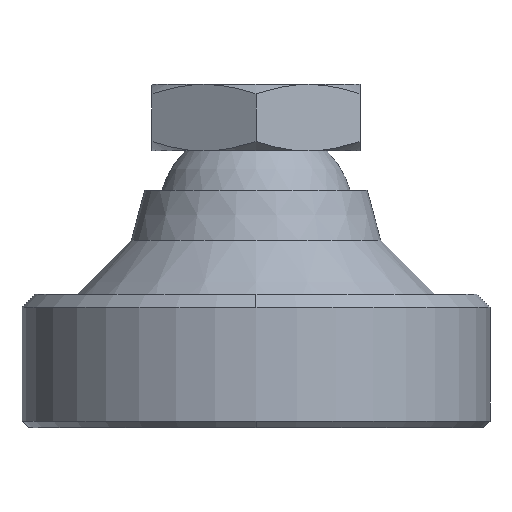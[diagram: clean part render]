
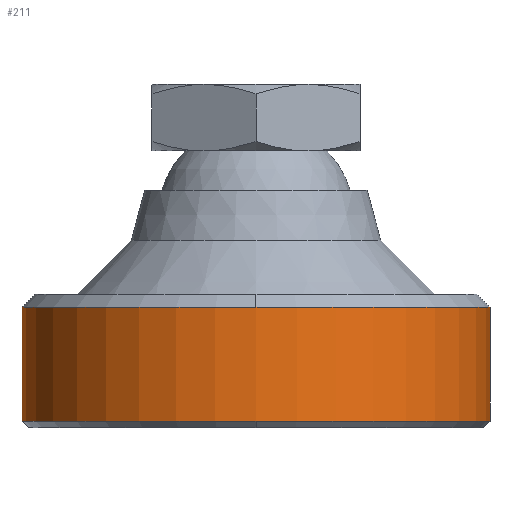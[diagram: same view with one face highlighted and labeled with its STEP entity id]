
A CAD part, front view. The second image highlights one B-rep face of the part: STEP entity #211.
In plain terms, the highlighted cylindrical face has radius 11.25 mm (diameter 22.5 mm), a partial arc.
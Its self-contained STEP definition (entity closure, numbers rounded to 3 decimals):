
#211=ADVANCED_FACE('',(#418),#419,.T.);
#418=FACE_OUTER_BOUND('',#619,.T.);
#419=CYLINDRICAL_SURFACE('',#620,11.25);
#619=EDGE_LOOP('',(#1107,#1108,#1109,#1110,#1111,#1112));
#620=AXIS2_PLACEMENT_3D('',#1113,#1114,#1115);
#1107=ORIENTED_EDGE('',*,*,#1266,.T.);
#1108=ORIENTED_EDGE('',*,*,#1295,.T.);
#1109=ORIENTED_EDGE('',*,*,#1297,.T.);
#1110=ORIENTED_EDGE('',*,*,#1269,.T.);
#1111=ORIENTED_EDGE('',*,*,#1290,.T.);
#1112=ORIENTED_EDGE('',*,*,#1300,.T.);
#1113=CARTESIAN_POINT('',(0.0,0.0,3.2));
#1114=DIRECTION('',(0.0,0.0,1.0));
#1115=DIRECTION('',(1.0,0.0,0.0));
#1266=EDGE_CURVE('',#1514,#1515,#1516,.T.);
#1269=EDGE_CURVE('',#1521,#1519,#1522,.T.);
#1290=EDGE_CURVE('',#1519,#1553,#1555,.T.);
#1295=EDGE_CURVE('',#1515,#1561,#1563,.T.);
#1297=EDGE_CURVE('',#1561,#1521,#1565,.T.);
#1300=EDGE_CURVE('',#1553,#1514,#1568,.T.);
#1514=VERTEX_POINT('',#2022);
#1515=VERTEX_POINT('',#2023);
#1516=LINE('',#2024,#2025);
#1519=VERTEX_POINT('',#2028);
#1521=VERTEX_POINT('',#2030);
#1522=LINE('',#2031,#2032);
#1553=VERTEX_POINT('',#2070);
#1555=CIRCLE('',#2073,11.25);
#1561=VERTEX_POINT('',#2080);
#1563=CIRCLE('',#2083,11.25);
#1565=CIRCLE('',#2085,11.25);
#1568=CIRCLE('',#2088,11.25);
#2022=CARTESIAN_POINT('',(11.25,0.,0.313));
#2023=CARTESIAN_POINT('',(11.25,0.,5.775));
#2024=CARTESIAN_POINT('',(11.25,0.,3.2));
#2025=VECTOR('',#2266,1.0);
#2028=CARTESIAN_POINT('',(-11.25,0.,0.312));
#2030=CARTESIAN_POINT('',(-11.25,0.,5.775));
#2031=CARTESIAN_POINT('',(-11.25,0.,3.2));
#2032=VECTOR('',#2273,1.0);
#2070=CARTESIAN_POINT('',(0.,-11.25,0.313));
#2073=AXIS2_PLACEMENT_3D('',#2306,#2307,#2308);
#2080=CARTESIAN_POINT('',(0.,-11.25,5.775));
#2083=AXIS2_PLACEMENT_3D('',#2314,#2315,#2316);
#2085=AXIS2_PLACEMENT_3D('',#2317,#2318,#2319);
#2088=AXIS2_PLACEMENT_3D('',#2323,#2324,#2325);
#2266=DIRECTION('',(0.0,0.0,1.0));
#2273=DIRECTION('',(-0.0,-0.0,-1.0));
#2306=CARTESIAN_POINT('',(0.0,0.0,0.313));
#2307=DIRECTION('',(0.,0.0,1.0));
#2308=DIRECTION('',(1.0,0.0,0.));
#2314=CARTESIAN_POINT('',(0.0,0.0,5.775));
#2315=DIRECTION('',(0.,0.0,-1.0));
#2316=DIRECTION('',(1.0,0.0,0.));
#2317=CARTESIAN_POINT('',(0.0,0.0,5.775));
#2318=DIRECTION('',(0.,0.0,-1.0));
#2319=DIRECTION('',(1.0,0.0,0.));
#2323=CARTESIAN_POINT('',(0.0,0.0,0.313));
#2324=DIRECTION('',(0.,0.0,1.0));
#2325=DIRECTION('',(1.0,0.0,0.));
